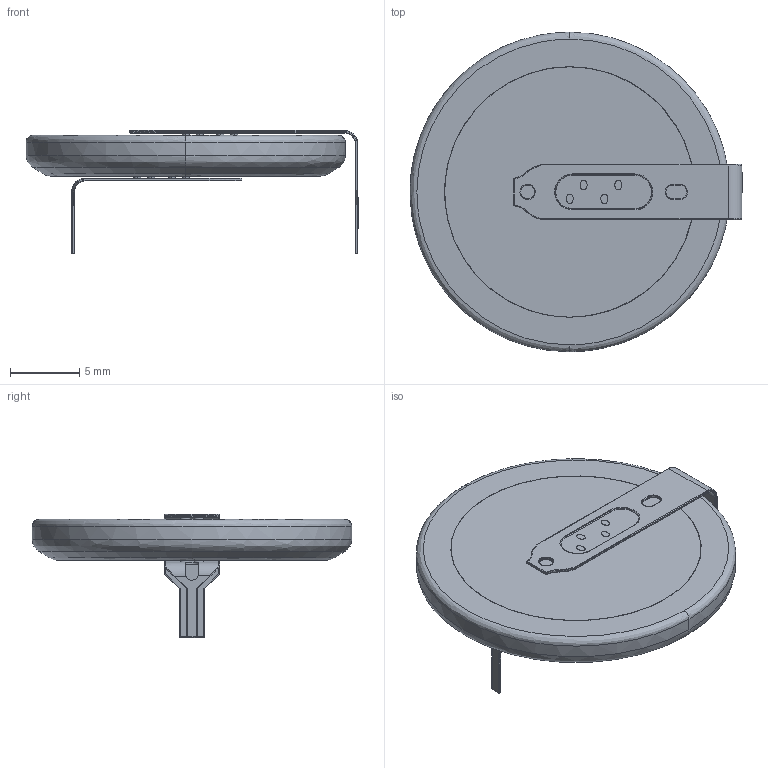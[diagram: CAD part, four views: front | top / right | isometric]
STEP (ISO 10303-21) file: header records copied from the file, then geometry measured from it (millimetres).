
FILE_DESCRIPTION (( 'STEP AP214' ), '1' );
FILE_NAME ('VL-2330-HFN.STEP', '2023-05-11T09:28:24', ( '' ), ( '' ), 'SwSTEP 2.0', 'SolidWorks 2013', '' );
FILE_SCHEMA (( 'AUTOMOTIVE_DESIGN' ));
Length unit declared in the file: inch
Products named in the file (1): VL-2330-HFN
Bounding box: 24 x 23.1 x 8.9 mm (x, y, z)
Volume: 1202.9 mm3; surface area: 1268.2 mm2
Topology: 1 solids, 1 shells, 250 faces, 582 edges, 323 vertices
Faces by surface type: bspline 120, cylinder 86, plane 42, cone 2
Entity records: 16151 total; most frequent: CARTESIAN_POINT 8195, ORIENTED_EDGE 1114, DIRECTION 754, EDGE_CURVE 557, VERTEX_POINT 323, AXIS2_PLACEMENT_3D 285, EDGE_LOOP 284, DIMENSIONAL_EXPONENTS 252
